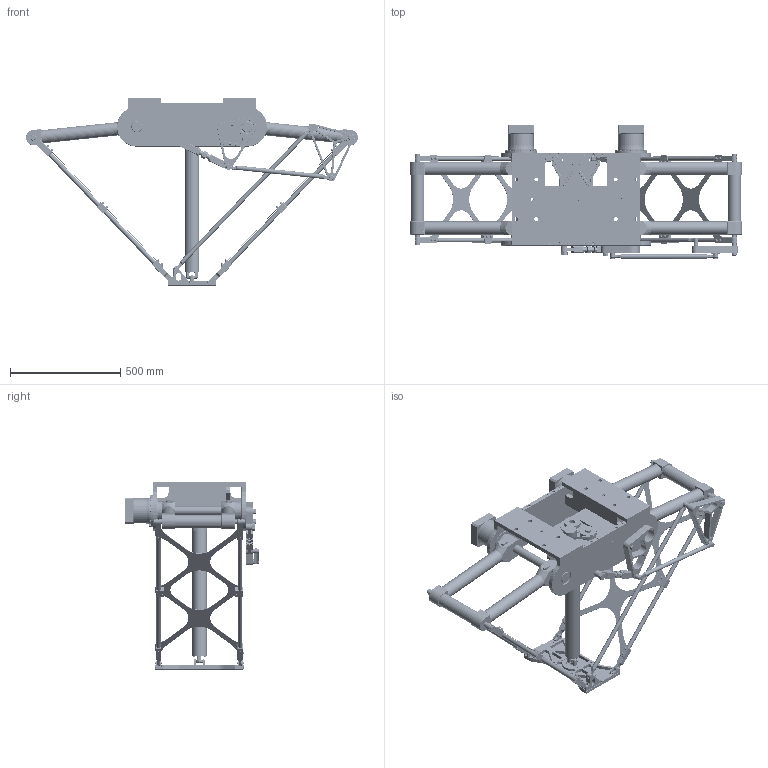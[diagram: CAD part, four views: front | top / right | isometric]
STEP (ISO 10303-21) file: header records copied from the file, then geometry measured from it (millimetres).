
FILE_DESCRIPTION(/* description */ (''),/* implementation_level */ '2;1');
FILE_NAME(/* name */ '3D-model_A_00092-T1.stp',/* time_stamp */ '2022-02-21T13:15:55+01:00',/* author */ ('michael.schutter'),/* organization */ ('Majatronic'),/* preprocessor_version */ 'ST-DEVELOPER v16.5',/* originating_system */ 'Autodesk Inventor 2017',/* authorisation */ '');
FILE_SCHEMA (('AUTOMOTIVE_DESIGN { 1 0 10303 214 3 1 1 }'));
Length unit declared in the file: millimetre
Products named in the file (21): A_00092-T1_DUMMY; MT_BGR00021042MT_BGR; MT_WST00058721MT_WST; MT_WST00040294MT_WST; MT_WST00055121MT_WST; MT_WST00066194MT_WST; MT_WST00066190MT_WST; MT_WST00105971; MT_WST00040287MT_WST; MT_WST00053812MT_WST; MT_WST00058726MT_WST; MT_WST00058730MT_WST; MT_WST00058731MT_WST; MT_WST00058732MT_WST; MT_WST00045417MT_WST; MT_WST00065479MT_WST; MT_WST00066185MT_WST; MT_WST00065478MT_WST; MT_WST00053817MT_WST; MT_WST00066193MT_WST; MT_WST00103508
Assembly tree (24 placements, depth 3):
  A_00092-T1_DUMMY
    MT_BGR00021042MT_BGR
      MT_WST00058721MT_WST
      MT_WST00040294MT_WST  x2
      MT_WST00055121MT_WST  x2
      MT_WST00066194MT_WST
    MT_WST00066190MT_WST
    MT_WST00105971
    MT_WST00040287MT_WST
    MT_WST00053812MT_WST
    MT_WST00058726MT_WST
    MT_WST00058730MT_WST
    MT_WST00058731MT_WST
    MT_WST00058732MT_WST
    MT_WST00045417MT_WST
    MT_WST00065479MT_WST  x2
    MT_WST00066185MT_WST
    MT_WST00065478MT_WST  x2
    MT_WST00053817MT_WST
    MT_WST00066193MT_WST
    MT_WST00103508
Bounding box: 1504.7 x 607 x 851 mm (x, y, z)
Volume: 32337700.3 mm3; surface area: 3656007.5 mm2
Topology: 23 solids, 53 shells, 4132 faces, 9512 edges, 5906 vertices
Faces by surface type: plane 2144, cylinder 1059, cone 589, torus 164, bspline 141, sphere 35
Full cylindrical faces by diameter (mm): 3.459 x4, 4.917 x64, 5 x68, 5.5 x4, 6 x1, 6.647 x16, 7 x12, 7.5 x2, 8 x19, 8.2 x24, 8.273 x1, 8.5 x68, 8.917 x2, 9 x8, 9.5 x4, 10 x11, 12 x24, 13 x24, 14 x2, 15 x1, 15.6 x1, 16 x1, 17.5 x8, 18 x21, 20 x31, 22 x1, 23 x4, 24 x4, 25 x1, 26 x1
Entity records: 101997 total; most frequent: CARTESIAN_POINT 24032, DIRECTION 15989, ORIENTED_EDGE 14370, EDGE_CURVE 7185, AXIS2_PLACEMENT_3D 5890, VERTEX_POINT 4838, EDGE_LOOP 4619, LINE 4209
